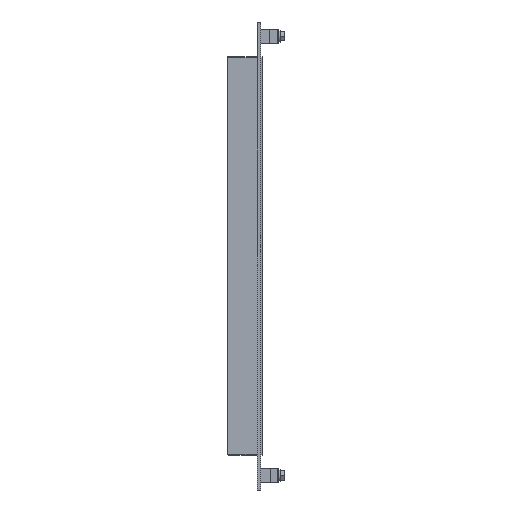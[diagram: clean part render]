
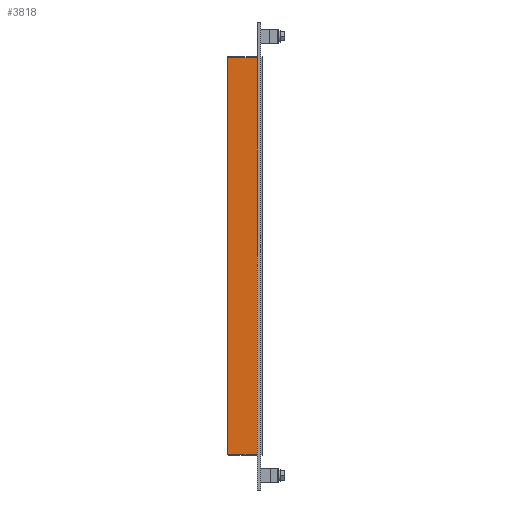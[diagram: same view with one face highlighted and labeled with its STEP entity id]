
A CAD part, left-side view. The second image highlights one B-rep face of the part: STEP entity #3818.
In plain terms, the highlighted planar face has unit normal (-1, 0, 0).
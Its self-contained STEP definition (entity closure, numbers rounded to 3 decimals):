
#1547=CARTESIAN_POINT('',(-392.5,57.0,-343.));
#1548=VERTEX_POINT('',#1547);
#1557=CARTESIAN_POINT('',(-392.5,57.0,343.));
#1558=VERTEX_POINT('',#1557);
#1559=CARTESIAN_POINT('',(-392.5,57.0,-343.0));
#1560=DIRECTION('',(0.0,0.0,1.0));
#1561=VECTOR('',#1560,686.0);
#1562=LINE('',#1559,#1561);
#1563=EDGE_CURVE('',#1548,#1558,#1562,.T.);
#3297=CARTESIAN_POINT('',(-392.5,6.,343.));
#3298=VERTEX_POINT('',#3297);
#3308=CARTESIAN_POINT('',(-392.5,6.,-343.));
#3309=VERTEX_POINT('',#3308);
#3310=CARTESIAN_POINT('',(-392.5,6.,-343.0));
#3311=DIRECTION('',(0.0,0.0,1.0));
#3312=VECTOR('',#3311,686.);
#3313=LINE('',#3310,#3312);
#3314=EDGE_CURVE('',#3309,#3298,#3313,.T.);
#3751=CARTESIAN_POINT('',(-392.5,6.,-343.));
#3752=DIRECTION('',(0.0,1.0,0.0));
#3753=VECTOR('',#3752,51.0);
#3754=LINE('',#3751,#3753);
#3755=EDGE_CURVE('',#3309,#1548,#3754,.T.);
#3802=CARTESIAN_POINT('',(-392.5,0.0,-345.));
#3803=DIRECTION('',(-1.0,0.0,0.0));
#3804=DIRECTION('',(0.0,0.0,1.0));
#3805=AXIS2_PLACEMENT_3D('',#3802,#3803,#3804);
#3806=PLANE('',#3805);
#3807=ORIENTED_EDGE('',*,*,#3314,.T.);
#3808=CARTESIAN_POINT('',(-392.5,57.0,343.));
#3809=DIRECTION('',(0.0,-1.0,0.0));
#3810=VECTOR('',#3809,51.0);
#3811=LINE('',#3808,#3810);
#3812=EDGE_CURVE('',#1558,#3298,#3811,.T.);
#3813=ORIENTED_EDGE('',*,*,#3812,.F.);
#3814=ORIENTED_EDGE('',*,*,#1563,.F.);
#3815=ORIENTED_EDGE('',*,*,#3755,.F.);
#3816=EDGE_LOOP('',(#3807,#3813,#3814,#3815));
#3817=FACE_OUTER_BOUND('',#3816,.T.);
#3818=ADVANCED_FACE('',(#3817),#3806,.T.);
